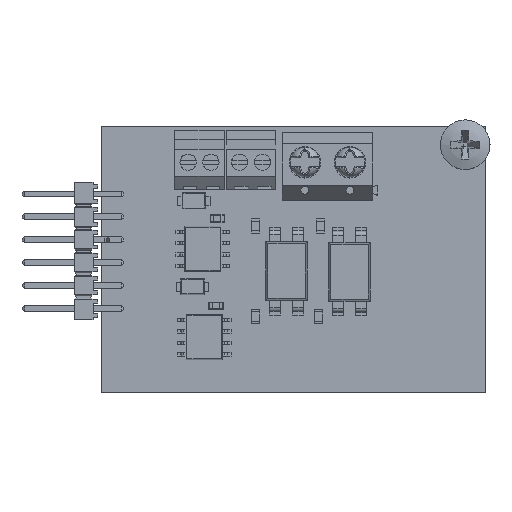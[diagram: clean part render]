
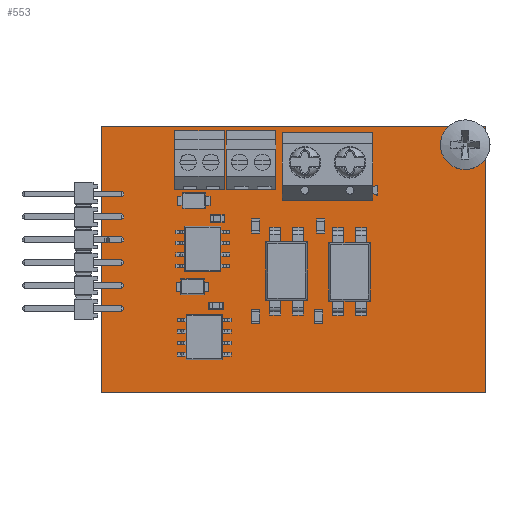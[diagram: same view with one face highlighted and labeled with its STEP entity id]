
A CAD part, top view. The second image highlights one B-rep face of the part: STEP entity #553.
In plain terms, the highlighted planar face has unit normal (0, 0, 1).
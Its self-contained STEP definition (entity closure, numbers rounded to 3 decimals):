
#172 = VERTEX_POINT('',#173);
#173 = CARTESIAN_POINT('',(0.,-1.778,0.411));
#179 = EDGE_CURVE('',#172,#180,#182,.T.);
#180 = VERTEX_POINT('',#181);
#181 = CARTESIAN_POINT('',(0.,27.722,0.411));
#182 = LINE('',#183,#184);
#183 = CARTESIAN_POINT('',(0.,-1.778,0.411));
#184 = VECTOR('',#185,1.);
#185 = DIRECTION('',(0.,1.,0.));
#210 = EDGE_CURVE('',#180,#211,#213,.T.);
#211 = VERTEX_POINT('',#212);
#212 = CARTESIAN_POINT('',(42.672,27.722,0.411));
#213 = LINE('',#214,#215);
#214 = CARTESIAN_POINT('',(0.,27.722,0.411));
#215 = VECTOR('',#216,1.);
#216 = DIRECTION('',(1.,0.,0.));
#241 = EDGE_CURVE('',#211,#242,#244,.T.);
#242 = VERTEX_POINT('',#243);
#243 = CARTESIAN_POINT('',(42.672,-1.778,0.411));
#244 = LINE('',#245,#246);
#245 = CARTESIAN_POINT('',(42.672,27.722,0.411));
#246 = VECTOR('',#247,1.);
#247 = DIRECTION('',(0.,-1.,0.));
#272 = EDGE_CURVE('',#242,#172,#273,.T.);
#273 = LINE('',#274,#275);
#274 = CARTESIAN_POINT('',(42.672,-1.778,0.411));
#275 = VECTOR('',#276,1.);
#276 = DIRECTION('',(-1.,0.,0.));
#296 = VERTEX_POINT('',#297);
#297 = CARTESIAN_POINT('',(15.748,23.622,0.411));
#303 = EDGE_CURVE('',#296,#296,#304,.T.);
#304 = CIRCLE('',#305,0.381);
#305 = AXIS2_PLACEMENT_3D('',#306,#307,#308);
#306 = CARTESIAN_POINT('',(15.367,23.622,0.411));
#307 = DIRECTION('',(0.,0.,1.));
#308 = DIRECTION('',(1.,0.,-0.));
#329 = VERTEX_POINT('',#330);
#330 = CARTESIAN_POINT('',(10.033,23.622,0.411));
#336 = EDGE_CURVE('',#329,#329,#337,.T.);
#337 = CIRCLE('',#338,0.381);
#338 = AXIS2_PLACEMENT_3D('',#339,#340,#341);
#339 = CARTESIAN_POINT('',(9.652,23.622,0.411));
#340 = DIRECTION('',(0.,0.,1.));
#341 = DIRECTION('',(1.,0.,-0.));
#362 = VERTEX_POINT('',#363);
#363 = CARTESIAN_POINT('',(12.573,23.622,0.411));
#369 = EDGE_CURVE('',#362,#362,#370,.T.);
#370 = CIRCLE('',#371,0.381);
#371 = AXIS2_PLACEMENT_3D('',#372,#373,#374);
#372 = CARTESIAN_POINT('',(12.192,23.622,0.411));
#373 = DIRECTION('',(0.,0.,1.));
#374 = DIRECTION('',(1.,0.,-0.));
#395 = VERTEX_POINT('',#396);
#396 = CARTESIAN_POINT('',(23.306,23.622,0.411));
#402 = EDGE_CURVE('',#395,#395,#403,.T.);
#403 = CIRCLE('',#404,0.7);
#404 = AXIS2_PLACEMENT_3D('',#405,#406,#407);
#405 = CARTESIAN_POINT('',(22.606,23.622,0.411));
#406 = DIRECTION('',(0.,0.,1.));
#407 = DIRECTION('',(1.,0.,-0.));
#428 = VERTEX_POINT('',#429);
#429 = CARTESIAN_POINT('',(28.306,23.622,0.411));
#435 = EDGE_CURVE('',#428,#428,#436,.T.);
#436 = CIRCLE('',#437,0.7);
#437 = AXIS2_PLACEMENT_3D('',#438,#439,#440);
#438 = CARTESIAN_POINT('',(27.606,23.622,0.411));
#439 = DIRECTION('',(0.,0.,1.));
#440 = DIRECTION('',(1.,0.,-0.));
#461 = VERTEX_POINT('',#462);
#462 = CARTESIAN_POINT('',(18.288,23.622,0.411));
#468 = EDGE_CURVE('',#461,#461,#469,.T.);
#469 = CIRCLE('',#470,0.381);
#470 = AXIS2_PLACEMENT_3D('',#471,#472,#473);
#471 = CARTESIAN_POINT('',(17.907,23.622,0.411));
#472 = DIRECTION('',(0.,0.,1.));
#473 = DIRECTION('',(1.,0.,-0.));
#494 = VERTEX_POINT('',#495);
#495 = CARTESIAN_POINT('',(41.986,25.654,0.411));
#501 = EDGE_CURVE('',#494,#494,#502,.T.);
#502 = CIRCLE('',#503,1.6);
#503 = AXIS2_PLACEMENT_3D('',#504,#505,#506);
#504 = CARTESIAN_POINT('',(40.386,25.654,0.411));
#505 = DIRECTION('',(0.,0.,1.));
#506 = DIRECTION('',(1.,0.,-0.));
#553 = ADVANCED_FACE('',(#554,#560,#563,#566,#569,#572,#575,#578),#581,
  .F.);
#554 = FACE_BOUND('',#555,.F.);
#555 = EDGE_LOOP('',(#556,#557,#558,#559));
#556 = ORIENTED_EDGE('',*,*,#179,.T.);
#557 = ORIENTED_EDGE('',*,*,#210,.T.);
#558 = ORIENTED_EDGE('',*,*,#241,.T.);
#559 = ORIENTED_EDGE('',*,*,#272,.T.);
#560 = FACE_BOUND('',#561,.F.);
#561 = EDGE_LOOP('',(#562));
#562 = ORIENTED_EDGE('',*,*,#303,.T.);
#563 = FACE_BOUND('',#564,.F.);
#564 = EDGE_LOOP('',(#565));
#565 = ORIENTED_EDGE('',*,*,#336,.T.);
#566 = FACE_BOUND('',#567,.F.);
#567 = EDGE_LOOP('',(#568));
#568 = ORIENTED_EDGE('',*,*,#369,.T.);
#569 = FACE_BOUND('',#570,.F.);
#570 = EDGE_LOOP('',(#571));
#571 = ORIENTED_EDGE('',*,*,#402,.T.);
#572 = FACE_BOUND('',#573,.F.);
#573 = EDGE_LOOP('',(#574));
#574 = ORIENTED_EDGE('',*,*,#435,.T.);
#575 = FACE_BOUND('',#576,.F.);
#576 = EDGE_LOOP('',(#577));
#577 = ORIENTED_EDGE('',*,*,#468,.T.);
#578 = FACE_BOUND('',#579,.F.);
#579 = EDGE_LOOP('',(#580));
#580 = ORIENTED_EDGE('',*,*,#501,.T.);
#581 = PLANE('',#582);
#582 = AXIS2_PLACEMENT_3D('',#583,#584,#585);
#583 = CARTESIAN_POINT('',(21.336,12.972,0.411));
#584 = DIRECTION('',(-0.,-0.,-1.));
#585 = DIRECTION('',(-1.,0.,0.));
